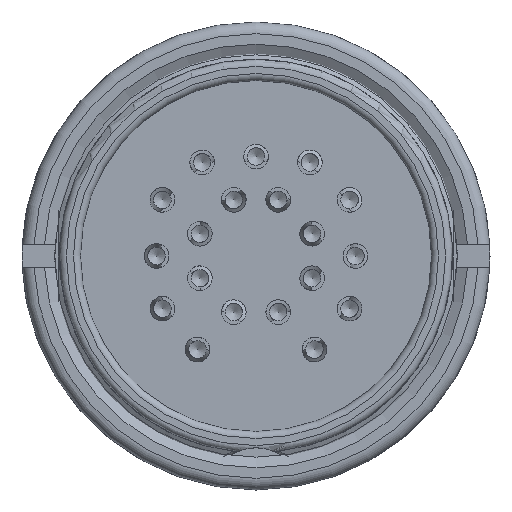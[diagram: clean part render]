
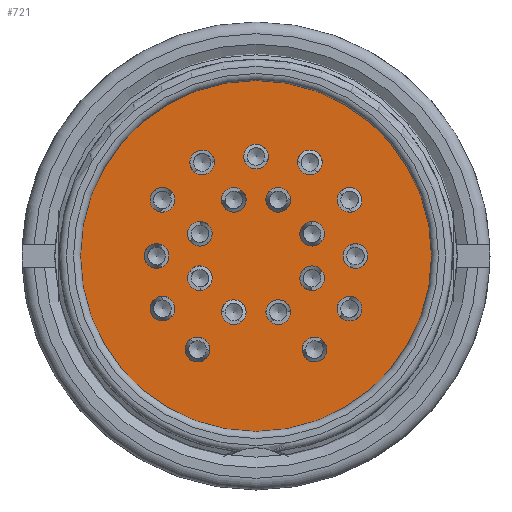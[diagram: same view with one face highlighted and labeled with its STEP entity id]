
A CAD part, left-side view. The second image highlights one B-rep face of the part: STEP entity #721.
In plain terms, the highlighted planar face has unit normal (-1, 0, 0).
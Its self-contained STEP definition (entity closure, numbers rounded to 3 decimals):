
#494=FACE_BOUND('',#1118,.T.);
#495=FACE_BOUND('',#1119,.T.);
#496=FACE_BOUND('',#1120,.T.);
#497=FACE_BOUND('',#1121,.T.);
#498=FACE_BOUND('',#1122,.T.);
#499=FACE_BOUND('',#1123,.T.);
#500=FACE_BOUND('',#1124,.T.);
#501=FACE_BOUND('',#1125,.T.);
#502=FACE_BOUND('',#1126,.T.);
#503=FACE_BOUND('',#1127,.T.);
#504=FACE_BOUND('',#1128,.T.);
#505=FACE_BOUND('',#1129,.T.);
#506=FACE_BOUND('',#1130,.T.);
#507=FACE_BOUND('',#1131,.T.);
#508=FACE_BOUND('',#1132,.T.);
#509=FACE_BOUND('',#1133,.T.);
#510=FACE_BOUND('',#1134,.T.);
#511=FACE_BOUND('',#1135,.T.);
#512=FACE_BOUND('',#1136,.T.);
#513=FACE_BOUND('',#1137,.T.);
#721=ADVANCED_FACE('',(#494,#495,#496,#497,#498,#499,#500,#501,#502,#503,
#504,#505,#506,#507,#508,#509,#510,#511,#512,#513),#820,.F.);
#820=PLANE('',#3061);
#1118=EDGE_LOOP('',(#1872));
#1119=EDGE_LOOP('',(#1873));
#1120=EDGE_LOOP('',(#1874));
#1121=EDGE_LOOP('',(#1875));
#1122=EDGE_LOOP('',(#1876));
#1123=EDGE_LOOP('',(#1877));
#1124=EDGE_LOOP('',(#1878));
#1125=EDGE_LOOP('',(#1879));
#1126=EDGE_LOOP('',(#1880));
#1127=EDGE_LOOP('',(#1881));
#1128=EDGE_LOOP('',(#1882));
#1129=EDGE_LOOP('',(#1883));
#1130=EDGE_LOOP('',(#1884));
#1131=EDGE_LOOP('',(#1885));
#1132=EDGE_LOOP('',(#1886));
#1133=EDGE_LOOP('',(#1887));
#1134=EDGE_LOOP('',(#1888));
#1135=EDGE_LOOP('',(#1889));
#1136=EDGE_LOOP('',(#1890));
#1137=EDGE_LOOP('',(#1891));
#1338=CIRCLE('',#3022,0.525);
#1339=CIRCLE('',#3024,0.525);
#1340=CIRCLE('',#3026,0.525);
#1341=CIRCLE('',#3028,0.525);
#1342=CIRCLE('',#3030,0.525);
#1343=CIRCLE('',#3032,0.525);
#1344=CIRCLE('',#3034,0.525);
#1345=CIRCLE('',#3036,0.525);
#1346=CIRCLE('',#3038,0.525);
#1347=CIRCLE('',#3040,0.525);
#1348=CIRCLE('',#3042,0.525);
#1349=CIRCLE('',#3044,0.525);
#1350=CIRCLE('',#3046,0.525);
#1351=CIRCLE('',#3048,0.525);
#1352=CIRCLE('',#3050,0.525);
#1353=CIRCLE('',#3052,0.525);
#1354=CIRCLE('',#3054,0.525);
#1355=CIRCLE('',#3056,0.525);
#1356=CIRCLE('',#3058,0.525);
#1357=CIRCLE('',#3060,7.5);
#1872=ORIENTED_EDGE('',*,*,#2560,.T.);
#1873=ORIENTED_EDGE('',*,*,#2559,.T.);
#1874=ORIENTED_EDGE('',*,*,#2558,.T.);
#1875=ORIENTED_EDGE('',*,*,#2557,.T.);
#1876=ORIENTED_EDGE('',*,*,#2556,.T.);
#1877=ORIENTED_EDGE('',*,*,#2555,.T.);
#1878=ORIENTED_EDGE('',*,*,#2554,.T.);
#1879=ORIENTED_EDGE('',*,*,#2553,.T.);
#1880=ORIENTED_EDGE('',*,*,#2552,.T.);
#1881=ORIENTED_EDGE('',*,*,#2551,.T.);
#1882=ORIENTED_EDGE('',*,*,#2550,.T.);
#1883=ORIENTED_EDGE('',*,*,#2549,.T.);
#1884=ORIENTED_EDGE('',*,*,#2548,.T.);
#1885=ORIENTED_EDGE('',*,*,#2547,.T.);
#1886=ORIENTED_EDGE('',*,*,#2546,.T.);
#1887=ORIENTED_EDGE('',*,*,#2545,.T.);
#1888=ORIENTED_EDGE('',*,*,#2544,.T.);
#1889=ORIENTED_EDGE('',*,*,#2543,.T.);
#1890=ORIENTED_EDGE('',*,*,#2542,.T.);
#1891=ORIENTED_EDGE('',*,*,#2561,.T.);
#2233=VERTEX_POINT('',#6272);
#2234=VERTEX_POINT('',#6275);
#2235=VERTEX_POINT('',#6278);
#2236=VERTEX_POINT('',#6281);
#2237=VERTEX_POINT('',#6284);
#2238=VERTEX_POINT('',#6287);
#2239=VERTEX_POINT('',#6290);
#2240=VERTEX_POINT('',#6293);
#2241=VERTEX_POINT('',#6296);
#2242=VERTEX_POINT('',#6299);
#2243=VERTEX_POINT('',#6302);
#2244=VERTEX_POINT('',#6305);
#2245=VERTEX_POINT('',#6308);
#2246=VERTEX_POINT('',#6311);
#2247=VERTEX_POINT('',#6314);
#2248=VERTEX_POINT('',#6317);
#2249=VERTEX_POINT('',#6320);
#2250=VERTEX_POINT('',#6323);
#2251=VERTEX_POINT('',#6326);
#2252=VERTEX_POINT('',#6329);
#2542=EDGE_CURVE('',#2233,#2233,#1338,.T.);
#2543=EDGE_CURVE('',#2234,#2234,#1339,.T.);
#2544=EDGE_CURVE('',#2235,#2235,#1340,.T.);
#2545=EDGE_CURVE('',#2236,#2236,#1341,.T.);
#2546=EDGE_CURVE('',#2237,#2237,#1342,.T.);
#2547=EDGE_CURVE('',#2238,#2238,#1343,.T.);
#2548=EDGE_CURVE('',#2239,#2239,#1344,.T.);
#2549=EDGE_CURVE('',#2240,#2240,#1345,.T.);
#2550=EDGE_CURVE('',#2241,#2241,#1346,.T.);
#2551=EDGE_CURVE('',#2242,#2242,#1347,.T.);
#2552=EDGE_CURVE('',#2243,#2243,#1348,.T.);
#2553=EDGE_CURVE('',#2244,#2244,#1349,.T.);
#2554=EDGE_CURVE('',#2245,#2245,#1350,.T.);
#2555=EDGE_CURVE('',#2246,#2246,#1351,.T.);
#2556=EDGE_CURVE('',#2247,#2247,#1352,.T.);
#2557=EDGE_CURVE('',#2248,#2248,#1353,.T.);
#2558=EDGE_CURVE('',#2249,#2249,#1354,.T.);
#2559=EDGE_CURVE('',#2250,#2250,#1355,.T.);
#2560=EDGE_CURVE('',#2251,#2251,#1356,.T.);
#2561=EDGE_CURVE('',#2252,#2252,#1357,.T.);
#3022=AXIS2_PLACEMENT_3D('',#6271,#3680,#3681);
#3024=AXIS2_PLACEMENT_3D('',#6274,#3684,#3685);
#3026=AXIS2_PLACEMENT_3D('',#6277,#3688,#3689);
#3028=AXIS2_PLACEMENT_3D('',#6280,#3692,#3693);
#3030=AXIS2_PLACEMENT_3D('',#6283,#3696,#3697);
#3032=AXIS2_PLACEMENT_3D('',#6286,#3700,#3701);
#3034=AXIS2_PLACEMENT_3D('',#6289,#3704,#3705);
#3036=AXIS2_PLACEMENT_3D('',#6292,#3708,#3709);
#3038=AXIS2_PLACEMENT_3D('',#6295,#3712,#3713);
#3040=AXIS2_PLACEMENT_3D('',#6298,#3716,#3717);
#3042=AXIS2_PLACEMENT_3D('',#6301,#3720,#3721);
#3044=AXIS2_PLACEMENT_3D('',#6304,#3724,#3725);
#3046=AXIS2_PLACEMENT_3D('',#6307,#3728,#3729);
#3048=AXIS2_PLACEMENT_3D('',#6310,#3732,#3733);
#3050=AXIS2_PLACEMENT_3D('',#6313,#3736,#3737);
#3052=AXIS2_PLACEMENT_3D('',#6316,#3740,#3741);
#3054=AXIS2_PLACEMENT_3D('',#6319,#3744,#3745);
#3056=AXIS2_PLACEMENT_3D('',#6322,#3748,#3749);
#3058=AXIS2_PLACEMENT_3D('',#6325,#3752,#3753);
#3060=AXIS2_PLACEMENT_3D('',#6328,#3756,#3757);
#3061=AXIS2_PLACEMENT_3D('',#6330,#3758,#3759);
#3680=DIRECTION('',(1.,0.,0.));
#3681=DIRECTION('',(0.,0.,-1.));
#3684=DIRECTION('',(1.,0.,0.));
#3685=DIRECTION('',(0.,0.,-1.));
#3688=DIRECTION('',(1.,0.,0.));
#3689=DIRECTION('',(0.,0.,-1.));
#3692=DIRECTION('',(1.,0.,0.));
#3693=DIRECTION('',(0.,0.,-1.));
#3696=DIRECTION('',(1.,0.,0.));
#3697=DIRECTION('',(0.,0.,-1.));
#3700=DIRECTION('',(1.,0.,0.));
#3701=DIRECTION('',(0.,0.,-1.));
#3704=DIRECTION('',(1.,0.,0.));
#3705=DIRECTION('',(0.,0.,-1.));
#3708=DIRECTION('',(1.,0.,0.));
#3709=DIRECTION('',(0.,0.,-1.));
#3712=DIRECTION('',(1.,0.,0.));
#3713=DIRECTION('',(0.,0.,-1.));
#3716=DIRECTION('',(1.,0.,0.));
#3717=DIRECTION('',(0.,0.,-1.));
#3720=DIRECTION('',(1.,0.,0.));
#3721=DIRECTION('',(0.,0.,-1.));
#3724=DIRECTION('',(1.,0.,0.));
#3725=DIRECTION('',(0.,0.,-1.));
#3728=DIRECTION('',(1.,0.,0.));
#3729=DIRECTION('',(0.,0.,-1.));
#3732=DIRECTION('',(1.,0.,0.));
#3733=DIRECTION('',(0.,0.,-1.));
#3736=DIRECTION('',(1.,0.,0.));
#3737=DIRECTION('',(0.,0.,-1.));
#3740=DIRECTION('',(1.,0.,0.));
#3741=DIRECTION('',(0.,0.,-1.));
#3744=DIRECTION('',(1.,0.,0.));
#3745=DIRECTION('',(0.,0.,-1.));
#3748=DIRECTION('',(1.,0.,0.));
#3749=DIRECTION('',(0.,0.,-1.));
#3752=DIRECTION('',(1.,0.,0.));
#3753=DIRECTION('',(0.,0.,-1.));
#3756=DIRECTION('',(-1.,0.,0.));
#3757=DIRECTION('',(0.,0.,-1.));
#3758=DIRECTION('',(1.,0.,0.));
#3759=DIRECTION('',(0.,0.,-1.));
#6271=CARTESIAN_POINT('',(4.1,-2.5,-4.));
#6272=CARTESIAN_POINT('',(4.1,-2.5,-4.525));
#6274=CARTESIAN_POINT('',(4.1,2.5,-4.));
#6275=CARTESIAN_POINT('',(4.1,2.5,-4.525));
#6277=CARTESIAN_POINT('',(4.1,0.95,-2.4));
#6278=CARTESIAN_POINT('',(4.1,0.95,-2.925));
#6280=CARTESIAN_POINT('',(4.1,-0.95,-2.4));
#6281=CARTESIAN_POINT('',(4.1,-0.95,-2.925));
#6283=CARTESIAN_POINT('',(4.1,-4.,-2.25));
#6284=CARTESIAN_POINT('',(4.1,-4.,-2.775));
#6286=CARTESIAN_POINT('',(4.1,-2.4,-0.95));
#6287=CARTESIAN_POINT('',(4.1,-2.4,-1.475));
#6289=CARTESIAN_POINT('',(4.1,-4.25,0.));
#6290=CARTESIAN_POINT('',(4.1,-4.25,-0.525));
#6292=CARTESIAN_POINT('',(4.1,-2.4,0.95));
#6293=CARTESIAN_POINT('',(4.1,-2.4,0.425));
#6295=CARTESIAN_POINT('',(4.1,-4.,2.4));
#6296=CARTESIAN_POINT('',(4.1,-4.,1.875));
#6298=CARTESIAN_POINT('',(4.1,-0.95,2.4));
#6299=CARTESIAN_POINT('',(4.1,-0.95,1.875));
#6301=CARTESIAN_POINT('',(4.1,-2.3,4.));
#6302=CARTESIAN_POINT('',(4.1,-2.3,3.475));
#6304=CARTESIAN_POINT('',(4.1,0.95,2.4));
#6305=CARTESIAN_POINT('',(4.1,0.95,1.875));
#6307=CARTESIAN_POINT('',(4.1,0.,4.25));
#6308=CARTESIAN_POINT('',(4.1,0.,3.725));
#6310=CARTESIAN_POINT('',(4.1,2.3,4.));
#6311=CARTESIAN_POINT('',(4.1,2.3,3.475));
#6313=CARTESIAN_POINT('',(4.1,4.,2.4));
#6314=CARTESIAN_POINT('',(4.1,4.,1.875));
#6316=CARTESIAN_POINT('',(4.1,2.4,0.95));
#6317=CARTESIAN_POINT('',(4.1,2.4,0.425));
#6319=CARTESIAN_POINT('',(4.1,4.25,0.));
#6320=CARTESIAN_POINT('',(4.1,4.25,-0.525));
#6322=CARTESIAN_POINT('',(4.1,2.4,-0.95));
#6323=CARTESIAN_POINT('',(4.1,2.4,-1.475));
#6325=CARTESIAN_POINT('',(4.1,4.,-2.25));
#6326=CARTESIAN_POINT('',(4.1,4.,-2.775));
#6328=CARTESIAN_POINT('',(4.1,0.,0.));
#6329=CARTESIAN_POINT('',(4.1,0.,-7.5));
#6330=CARTESIAN_POINT('',(4.1,0.,0.));
